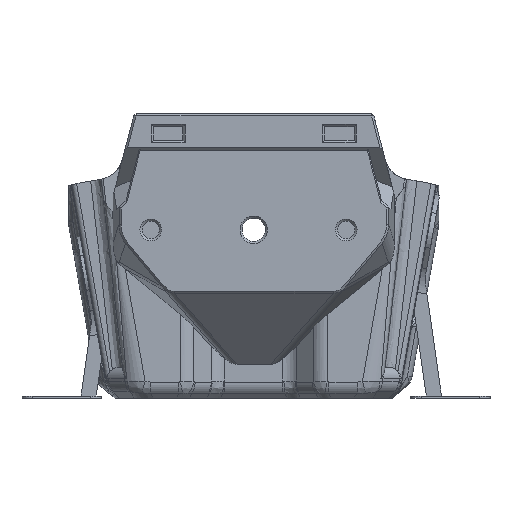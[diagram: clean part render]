
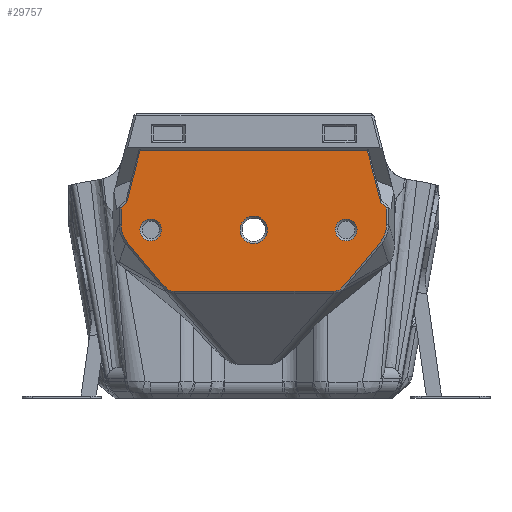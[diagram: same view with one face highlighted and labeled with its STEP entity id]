
A CAD part, front view. The second image highlights one B-rep face of the part: STEP entity #29757.
In plain terms, the highlighted planar face has unit normal (0, -1, 0).
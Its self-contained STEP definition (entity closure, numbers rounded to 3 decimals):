
#1456=B_SPLINE_CURVE_WITH_KNOTS('',3,(#54367,#54368,#54369,#54370),
 .UNSPECIFIED.,.F.,.F.,(4,4),(0.,0.004),.UNSPECIFIED.);
#1457=B_SPLINE_CURVE_WITH_KNOTS('',3,(#54374,#54375,#54376,#54377),
 .UNSPECIFIED.,.F.,.F.,(4,4),(0.,0.002),.UNSPECIFIED.);
#1458=B_SPLINE_CURVE_WITH_KNOTS('',3,(#54379,#54380,#54381,#54382),
 .UNSPECIFIED.,.F.,.F.,(4,4),(0.,0.001),.UNSPECIFIED.);
#1459=B_SPLINE_CURVE_WITH_KNOTS('',3,(#54386,#54387,#54388,#54389),
 .UNSPECIFIED.,.F.,.F.,(4,4),(0.,0.001),.UNSPECIFIED.);
#1460=B_SPLINE_CURVE_WITH_KNOTS('',3,(#54391,#54392,#54393,#54394),
 .UNSPECIFIED.,.F.,.F.,(4,4),(0.,0.002),
 .UNSPECIFIED.);
#1461=B_SPLINE_CURVE_WITH_KNOTS('',3,(#54398,#54399,#54400,#54401),
 .UNSPECIFIED.,.F.,.F.,(4,4),(0.017,0.02),
 .UNSPECIFIED.);
#2267=CIRCLE('',#32229,2.05);
#2268=CIRCLE('',#32230,2.05);
#2269=CIRCLE('',#32231,2.6);
#9511=ORIENTED_EDGE('',*,*,#15125,.T.);
#9512=ORIENTED_EDGE('',*,*,#15126,.T.);
#9513=ORIENTED_EDGE('',*,*,#15127,.T.);
#9514=ORIENTED_EDGE('',*,*,#15099,.T.);
#9515=ORIENTED_EDGE('',*,*,#11728,.T.);
#9516=ORIENTED_EDGE('',*,*,#15096,.F.);
#9517=ORIENTED_EDGE('',*,*,#15128,.F.);
#9518=ORIENTED_EDGE('',*,*,#15129,.T.);
#9519=ORIENTED_EDGE('',*,*,#15130,.F.);
#9520=ORIENTED_EDGE('',*,*,#15131,.F.);
#9521=ORIENTED_EDGE('',*,*,#15132,.F.);
#9522=ORIENTED_EDGE('',*,*,#15133,.F.);
#9523=ORIENTED_EDGE('',*,*,#15134,.F.);
#9524=ORIENTED_EDGE('',*,*,#15135,.T.);
#9525=ORIENTED_EDGE('',*,*,#15136,.T.);
#9526=ORIENTED_EDGE('',*,*,#15137,.T.);
#9527=ORIENTED_EDGE('',*,*,#15138,.T.);
#9528=ORIENTED_EDGE('',*,*,#15139,.F.);
#9529=ORIENTED_EDGE('',*,*,#15140,.T.);
#11728=EDGE_CURVE('',#16181,#16180,#19023,.T.);
#15096=EDGE_CURVE('',#18330,#16180,#20868,.T.);
#15099=EDGE_CURVE('',#18331,#16181,#20871,.T.);
#15125=EDGE_CURVE('',#18349,#18349,#2267,.T.);
#15126=EDGE_CURVE('',#18350,#18350,#2268,.T.);
#15127=EDGE_CURVE('',#18351,#18351,#2269,.F.);
#15128=EDGE_CURVE('',#18352,#18330,#20888,.T.);
#15129=EDGE_CURVE('',#18352,#18353,#20889,.F.);
#15130=EDGE_CURVE('',#18354,#18353,#1456,.T.);
#15131=EDGE_CURVE('',#18355,#18354,#20890,.T.);
#15132=EDGE_CURVE('',#18356,#18355,#1457,.T.);
#15133=EDGE_CURVE('',#18357,#18356,#1458,.T.);
#15134=EDGE_CURVE('',#18358,#18357,#20891,.T.);
#15135=EDGE_CURVE('',#18358,#18359,#1459,.T.);
#15136=EDGE_CURVE('',#18359,#18360,#1460,.T.);
#15137=EDGE_CURVE('',#18360,#18361,#20892,.T.);
#15138=EDGE_CURVE('',#18361,#18362,#1461,.T.);
#15139=EDGE_CURVE('',#18363,#18362,#20893,.F.);
#15140=EDGE_CURVE('',#18363,#18331,#20894,.T.);
#16180=VERTEX_POINT('',#40437);
#16181=VERTEX_POINT('',#40439);
#18330=VERTEX_POINT('',#54271);
#18331=VERTEX_POINT('',#54277);
#18349=VERTEX_POINT('',#54358);
#18350=VERTEX_POINT('',#54360);
#18351=VERTEX_POINT('',#54362);
#18352=VERTEX_POINT('',#54364);
#18353=VERTEX_POINT('',#54366);
#18354=VERTEX_POINT('',#54371);
#18355=VERTEX_POINT('',#54373);
#18356=VERTEX_POINT('',#54378);
#18357=VERTEX_POINT('',#54383);
#18358=VERTEX_POINT('',#54385);
#18359=VERTEX_POINT('',#54390);
#18360=VERTEX_POINT('',#54395);
#18361=VERTEX_POINT('',#54397);
#18362=VERTEX_POINT('',#54402);
#18363=VERTEX_POINT('',#54404);
#19023=LINE('',#40438,#21510);
#20868=LINE('',#54272,#23355);
#20871=LINE('',#54276,#23358);
#20888=LINE('',#54363,#23375);
#20889=LINE('',#54365,#23376);
#20890=LINE('',#54372,#23377);
#20891=LINE('',#54384,#23378);
#20892=LINE('',#54396,#23379);
#20893=LINE('',#54403,#23380);
#20894=LINE('',#54405,#23381);
#21510=VECTOR('',#32831,1000.);
#23355=VECTOR('',#38580,1000.);
#23358=VECTOR('',#38585,1000.);
#23375=VECTOR('',#38628,1000.);
#23376=VECTOR('',#38629,1000.);
#23377=VECTOR('',#38630,1000.);
#23378=VECTOR('',#38631,1000.);
#23379=VECTOR('',#38632,1000.);
#23380=VECTOR('',#38633,1000.);
#23381=VECTOR('',#38634,1000.);
#25326=EDGE_LOOP('',(#9511));
#25327=EDGE_LOOP('',(#9512));
#25328=EDGE_LOOP('',(#9513));
#25329=EDGE_LOOP('',(#9514,#9515,#9516,#9517,#9518,#9519,#9520,#9521,#9522,
#9523,#9524,#9525,#9526,#9527,#9528,#9529));
#27147=FACE_BOUND('',#25326,.T.);
#27148=FACE_BOUND('',#25327,.T.);
#27149=FACE_BOUND('',#25328,.T.);
#27150=FACE_BOUND('',#25329,.T.);
#28223=PLANE('',#32228);
#29757=ADVANCED_FACE('',(#27147,#27148,#27149,#27150),#28223,.T.);
#32228=AXIS2_PLACEMENT_3D('',#54356,#38620,#38621);
#32229=AXIS2_PLACEMENT_3D('',#54357,#38622,#38623);
#32230=AXIS2_PLACEMENT_3D('',#54359,#38624,#38625);
#32231=AXIS2_PLACEMENT_3D('',#54361,#38626,#38627);
#32831=DIRECTION('',(-1.,0.,0.));
#38580=DIRECTION('',(0.25,0.,0.968));
#38585=DIRECTION('',(-0.25,0.,0.968));
#38620=DIRECTION('',(0.,-1.,0.));
#38621=DIRECTION('',(1.,0.,0.));
#38622=DIRECTION('',(0.,1.,0.));
#38623=DIRECTION('',(0.,0.,1.));
#38624=DIRECTION('',(0.,1.,0.));
#38625=DIRECTION('',(0.,0.,1.));
#38626=DIRECTION('',(0.,-1.,0.));
#38627=DIRECTION('',(0.,0.,-1.));
#38628=DIRECTION('',(0.714,0.,0.7));
#38629=DIRECTION('',(0.,0.,1.));
#38630=DIRECTION('',(-0.643,0.,0.766));
#38631=DIRECTION('',(-1.,0.,0.));
#38632=DIRECTION('',(0.643,0.,0.766));
#38633=DIRECTION('',(0.,0.,1.));
#38634=DIRECTION('',(-0.714,0.,0.7));
#40437=CARTESIAN_POINT('',(-21.524,-30.914,46.796));
#40438=CARTESIAN_POINT('',(21.765,-30.914,46.796));
#40439=CARTESIAN_POINT('',(21.524,-30.914,46.796));
#54271=CARTESIAN_POINT('',(-24.05,-30.914,37.028));
#54272=CARTESIAN_POINT('',(-23.525,-30.914,39.06));
#54276=CARTESIAN_POINT('',(23.483,-30.914,39.22));
#54277=CARTESIAN_POINT('',(24.05,-30.914,37.028));
#54356=CARTESIAN_POINT('',(0.,-30.914,33.146));
#54357=CARTESIAN_POINT('',(17.499,-30.914,31.853));
#54358=CARTESIAN_POINT('',(17.499,-30.914,33.903));
#54359=CARTESIAN_POINT('',(-19.501,-30.914,31.853));
#54360=CARTESIAN_POINT('',(-19.501,-30.914,33.903));
#54361=CARTESIAN_POINT('',(0.,-30.914,31.85));
#54362=CARTESIAN_POINT('',(0.,-30.914,29.25));
#54363=CARTESIAN_POINT('',(-13.808,-30.914,47.065));
#54364=CARTESIAN_POINT('',(-25.107,-30.914,35.993));
#54365=CARTESIAN_POINT('',(-25.107,-30.914,32.976));
#54366=CARTESIAN_POINT('',(-25.107,-30.914,32.789));
#54367=CARTESIAN_POINT('',(-23.973,-30.914,29.532));
#54368=CARTESIAN_POINT('',(-24.732,-30.914,30.438));
#54369=CARTESIAN_POINT('',(-25.107,-30.914,31.609));
#54370=CARTESIAN_POINT('',(-25.107,-30.914,32.789));
#54371=CARTESIAN_POINT('',(-23.973,-30.914,29.532));
#54372=CARTESIAN_POINT('',(-15.763,-30.914,19.748));
#54373=CARTESIAN_POINT('',(-17.431,-30.914,21.735));
#54374=CARTESIAN_POINT('',(-16.377,-30.914,20.624));
#54375=CARTESIAN_POINT('',(-16.749,-30.914,20.974));
#54376=CARTESIAN_POINT('',(-17.102,-30.914,21.344));
#54377=CARTESIAN_POINT('',(-17.431,-30.914,21.735));
#54378=CARTESIAN_POINT('',(-16.377,-30.914,20.624));
#54379=CARTESIAN_POINT('',(-15.042,-30.914,20.209));
#54380=CARTESIAN_POINT('',(-15.517,-30.914,20.209));
#54381=CARTESIAN_POINT('',(-15.969,-30.914,20.384));
#54382=CARTESIAN_POINT('',(-16.377,-30.914,20.624));
#54383=CARTESIAN_POINT('',(-15.042,-30.914,20.209));
#54384=CARTESIAN_POINT('',(0.,-30.914,20.209));
#54385=CARTESIAN_POINT('',(15.042,-30.914,20.209));
#54386=CARTESIAN_POINT('',(15.042,-30.914,20.209));
#54387=CARTESIAN_POINT('',(15.517,-30.914,20.209));
#54388=CARTESIAN_POINT('',(15.969,-30.914,20.384));
#54389=CARTESIAN_POINT('',(16.377,-30.914,20.624));
#54390=CARTESIAN_POINT('',(16.377,-30.914,20.624));
#54391=CARTESIAN_POINT('',(16.377,-30.914,20.624));
#54392=CARTESIAN_POINT('',(16.749,-30.914,20.974));
#54393=CARTESIAN_POINT('',(17.102,-30.914,21.344));
#54394=CARTESIAN_POINT('',(17.431,-30.914,21.735));
#54395=CARTESIAN_POINT('',(17.431,-30.914,21.735));
#54396=CARTESIAN_POINT('',(15.763,-30.914,19.748));
#54397=CARTESIAN_POINT('',(23.973,-30.914,29.532));
#54398=CARTESIAN_POINT('',(23.973,-30.914,29.532));
#54399=CARTESIAN_POINT('',(24.733,-30.914,30.439));
#54400=CARTESIAN_POINT('',(25.107,-30.914,31.616));
#54401=CARTESIAN_POINT('',(25.107,-30.914,32.789));
#54402=CARTESIAN_POINT('',(25.107,-30.914,32.789));
#54403=CARTESIAN_POINT('',(25.107,-30.914,32.976));
#54404=CARTESIAN_POINT('',(25.107,-30.914,35.993));
#54405=CARTESIAN_POINT('',(13.808,-30.914,47.065));
